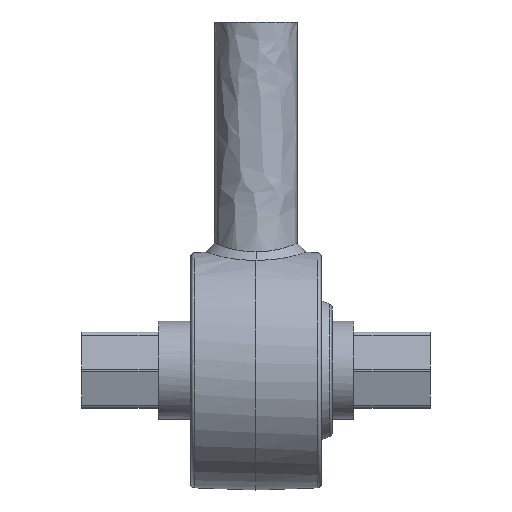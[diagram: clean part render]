
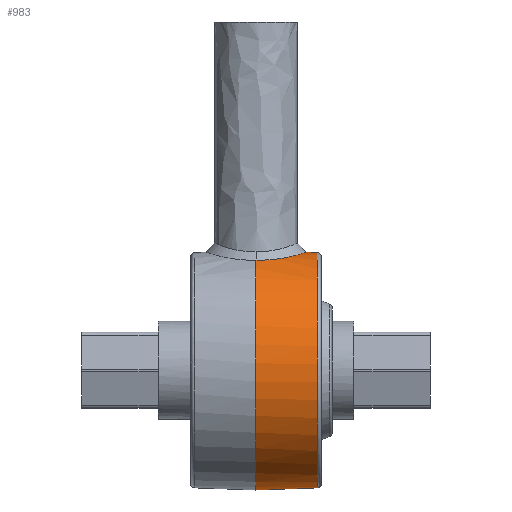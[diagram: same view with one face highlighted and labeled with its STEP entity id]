
A CAD part, front view. The second image highlights one B-rep face of the part: STEP entity #983.
In plain terms, the highlighted free-form (B-spline) face has degree [2, 1] with [5, 2] control points.
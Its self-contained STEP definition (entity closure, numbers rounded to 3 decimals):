
#22 = VERTEX_POINT('',#23);
#23 = CARTESIAN_POINT('',(26.278,0.,
    50.572));
#24 = VERTEX_POINT('',#25);
#25 = CARTESIAN_POINT('',(26.278,0.,-50.572));
#983 = ADVANCED_FACE('',(#984),#1085,.T.);
#984 = FACE_BOUND('',#985,.T.);
#985 = EDGE_LOOP('',(#986,#994,#1001,#1070,#1080));
#986 = ORIENTED_EDGE('',*,*,#987,.T.);
#987 = EDGE_CURVE('',#24,#22,#988,.T.);
#988 = ( BOUNDED_CURVE() B_SPLINE_CURVE(2,(#989,#990,#991,#992,#993),
.UNSPECIFIED.,.F.,.F.) B_SPLINE_CURVE_WITH_KNOTS((3,2,3),(3.142,
4.712,6.283),.PIECEWISE_BEZIER_KNOTS.) CURVE() 
GEOMETRIC_REPRESENTATION_ITEM() RATIONAL_B_SPLINE_CURVE((1.,
0.707,1.,0.707,1.)) REPRESENTATION_ITEM('') );
#989 = CARTESIAN_POINT('',(26.278,0.,
    -50.572));
#990 = CARTESIAN_POINT('',(26.278,-50.572,
    -50.572));
#991 = CARTESIAN_POINT('',(26.278,-50.572,
    0.));
#992 = CARTESIAN_POINT('',(26.278,-50.572,
    50.572));
#993 = CARTESIAN_POINT('',(26.278,0.,
    50.572));
#994 = ORIENTED_EDGE('',*,*,#995,.T.);
#995 = EDGE_CURVE('',#22,#996,#998,.T.);
#996 = VERTEX_POINT('',#997);
#997 = CARTESIAN_POINT('',(21.53,0.,
    50.738));
#998 = B_SPLINE_CURVE_WITH_KNOTS('',1,(#999,#1000),.UNSPECIFIED.,.F.,.F.
  ,(2,2),(-28.087,-23.012),.PIECEWISE_BEZIER_KNOTS.);
#999 = CARTESIAN_POINT('',(26.278,0.,
    50.572));
#1000 = CARTESIAN_POINT('',(21.53,0.,
    50.738));
#1001 = ORIENTED_EDGE('',*,*,#1002,.T.);
#1002 = EDGE_CURVE('',#996,#1003,#1005,.T.);
#1003 = VERTEX_POINT('',#1004);
#1004 = CARTESIAN_POINT('',(0.,-20.103,47.404));
#1005 = B_SPLINE_CURVE_WITH_KNOTS('',3,(#1006,#1007,#1008,#1009,#1010,
    #1011,#1012,#1013,#1014,#1015,#1016,#1017,#1018,#1019,#1020,#1021,
    #1022,#1023,#1024,#1025,#1026,#1027,#1028,#1029,#1030,#1031,#1032,
    #1033,#1034,#1035,#1036,#1037,#1038,#1039,#1040,#1041,#1042,#1043,
    #1044,#1045,#1046,#1047,#1048,#1049,#1050,#1051,#1052,#1053,#1054,
    #1055,#1056,#1057,#1058,#1059,#1060,#1061,#1062,#1063,#1064,#1065,
    #1066,#1067,#1068,#1069),.UNSPECIFIED.,.F.,.F.,(4,2,1,2,2,2,2,2,1,2,
    2,1,2,2,2,2,1,2,2,2,2,1,2,2,2,2,2,1,1,2,2,1,2,2,2,4),(0.5
    ,0.508,0.515,0.531,0.562,
    0.578,0.594,0.601,0.609,
    0.625,0.633,0.64,0.656,
    0.687,0.719,0.726,0.734,
    0.75,0.765,0.781,0.789,
    0.797,0.812,0.844,0.859,
    0.875,0.879,0.883,0.891,
    0.906,0.914,0.922,0.937,
    0.953,0.969,1.),.UNSPECIFIED.);
#1006 = CARTESIAN_POINT('',(21.53,0.,
    50.738));
#1007 = CARTESIAN_POINT('',(21.53,-0.166,
    50.738));
#1008 = CARTESIAN_POINT('',(21.528,-0.329,
    50.738));
#1009 = CARTESIAN_POINT('',(21.519,-0.657,
    50.735));
#1010 = CARTESIAN_POINT('',(21.5,-1.149,
    50.728));
#1011 = CARTESIAN_POINT('',(21.46,-1.64,
    50.715));
#1012 = CARTESIAN_POINT('',(21.356,-2.621,
    50.681));
#1013 = CARTESIAN_POINT('',(21.253,-3.269,
    50.647));
#1014 = CARTESIAN_POINT('',(21.045,-4.235,
    50.579));
#1015 = CARTESIAN_POINT('',(20.967,-4.56,
    50.554));
#1016 = CARTESIAN_POINT('',(20.794,-5.201,
    50.498));
#1017 = CARTESIAN_POINT('',(20.699,-5.519,
    50.467));
#1018 = CARTESIAN_POINT('',(20.543,-5.994,
    50.418));
#1019 = CARTESIAN_POINT('',(20.49,-6.149,
    50.401));
#1020 = CARTESIAN_POINT('',(20.379,-6.46,
    50.366));
#1021 = CARTESIAN_POINT('',(20.206,-6.925,
    50.312));
#1022 = CARTESIAN_POINT('',(20.015,-7.384,
    50.252));
#1023 = CARTESIAN_POINT('',(19.812,-7.839,
    50.19));
#1024 = CARTESIAN_POINT('',(19.743,-7.987,
    50.169));
#1025 = CARTESIAN_POINT('',(19.601,-8.285,
    50.126));
#1026 = CARTESIAN_POINT('',(19.382,-8.728,
    50.06));
#1027 = CARTESIAN_POINT('',(19.146,-9.164,
    49.989));
#1028 = CARTESIAN_POINT('',(18.649,-10.027,
    49.844));
#1029 = CARTESIAN_POINT('',(18.288,-10.588,
    49.74));
#1030 = CARTESIAN_POINT('',(17.507,-11.675,
    49.524));
#1031 = CARTESIAN_POINT('',(17.087,-12.202,
    49.412));
#1032 = CARTESIAN_POINT('',(16.529,-12.835,
    49.269));
#1033 = CARTESIAN_POINT('',(16.418,-12.959,
    49.24));
#1034 = CARTESIAN_POINT('',(16.19,-13.205,
    49.183));
#1035 = CARTESIAN_POINT('',(15.844,-13.57,
    49.097));
#1036 = CARTESIAN_POINT('',(15.484,-13.923,
    49.011));
#1037 = CARTESIAN_POINT('',(14.992,-14.383,
    48.895));
#1038 = CARTESIAN_POINT('',(14.738,-14.609,
    48.838));
#1039 = CARTESIAN_POINT('',(14.222,-15.047,
    48.723));
#1040 = CARTESIAN_POINT('',(13.958,-15.26,
    48.667));
#1041 = CARTESIAN_POINT('',(13.555,-15.57,
    48.583));
#1042 = CARTESIAN_POINT('',(13.416,-15.675,
    48.554));
#1043 = CARTESIAN_POINT('',(13.138,-15.878,
    48.498));
#1044 = CARTESIAN_POINT('',(12.718,-16.177,
    48.415));
#1045 = CARTESIAN_POINT('',(12.287,-16.462,
    48.335));
#1046 = CARTESIAN_POINT('',(11.411,-17.012,
    48.178));
#1047 = CARTESIAN_POINT('',(10.81,-17.351,
    48.079));
#1048 = CARTESIAN_POINT('',(9.885,-17.817,
    47.941));
#1049 = CARTESIAN_POINT('',(9.571,-17.966,
    47.897));
#1050 = CARTESIAN_POINT('',(8.938,-18.249,
    47.814));
#1051 = CARTESIAN_POINT('',(8.618,-18.383,
    47.775));
#1052 = CARTESIAN_POINT('',(8.214,-18.542,
    47.728));
#1053 = CARTESIAN_POINT('',(8.131,-18.574,
    47.719));
#1054 = CARTESIAN_POINT('',(7.967,-18.636,
    47.701));
#1055 = CARTESIAN_POINT('',(7.72,-18.728,
    47.674));
#1056 = CARTESIAN_POINT('',(7.14,-18.933,
    47.615));
#1057 = CARTESIAN_POINT('',(6.636,-19.092,
    47.57));
#1058 = CARTESIAN_POINT('',(6.129,-19.238,
    47.53));
#1059 = CARTESIAN_POINT('',(5.956,-19.286,
    47.517));
#1060 = CARTESIAN_POINT('',(5.613,-19.377,
    47.493));
#1061 = CARTESIAN_POINT('',(5.096,-19.508,
    47.459));
#1062 = CARTESIAN_POINT('',(4.575,-19.62,
    47.433));
#1063 = CARTESIAN_POINT('',(3.876,-19.754,
    47.404));
#1064 = CARTESIAN_POINT('',(3.529,-19.812,
    47.392));
#1065 = CARTESIAN_POINT('',(2.83,-19.913,
    47.376));
#1066 = CARTESIAN_POINT('',(2.478,-19.956,
    47.372));
#1067 = CARTESIAN_POINT('',(1.421,-20.06,
    47.368));
#1068 = CARTESIAN_POINT('',(0.711,-20.098,
    47.379));
#1069 = CARTESIAN_POINT('',(0.,-20.103,47.404));
#1070 = ORIENTED_EDGE('',*,*,#1071,.T.);
#1071 = EDGE_CURVE('',#1003,#1072,#1074,.T.);
#1072 = VERTEX_POINT('',#1073);
#1073 = CARTESIAN_POINT('',(0.,0.,-51.49));
#1074 = ( BOUNDED_CURVE() B_SPLINE_CURVE(2,(#1075,#1076,#1077,#1078,
#1079),.UNSPECIFIED.,.F.,.F.) B_SPLINE_CURVE_WITH_KNOTS((3,2,3),(
    3.543,4.913,6.283),
.PIECEWISE_BEZIER_KNOTS.) CURVE() GEOMETRIC_REPRESENTATION_ITEM() 
RATIONAL_B_SPLINE_CURVE((1.,0.774,1.,0.774,1.)) 
REPRESENTATION_ITEM('') );
#1075 = CARTESIAN_POINT('',(0.,-20.103,47.404));
#1076 = CARTESIAN_POINT('',(0.,-58.84,30.976));
#1077 = CARTESIAN_POINT('',(0.,-50.458,-10.257));
#1078 = CARTESIAN_POINT('',(0.,-42.076,-51.49));
#1079 = CARTESIAN_POINT('',(0.,0.,-51.49));
#1080 = ORIENTED_EDGE('',*,*,#1081,.F.);
#1081 = EDGE_CURVE('',#24,#1072,#1082,.T.);
#1082 = B_SPLINE_CURVE_WITH_KNOTS('',1,(#1083,#1084),.UNSPECIFIED.,.F.,
  .F.,(2,2),(-28.087,0.),.PIECEWISE_BEZIER_KNOTS.);
#1083 = CARTESIAN_POINT('',(26.278,0.,-50.572));
#1084 = CARTESIAN_POINT('',(0.,0.,-51.49));
#1085 = ( BOUNDED_SURFACE() B_SPLINE_SURFACE(2,1,(
    (#1086,#1087)
    ,(#1088,#1089)
    ,(#1090,#1091)
    ,(#1092,#1093)
    ,(#1094,#1095
)),.UNSPECIFIED.,.F.,.F.,.F.) B_SPLINE_SURFACE_WITH_KNOTS((3,2,3),(2,2),
  (0.,1.571,3.142),(-28.087,0.)
,.PIECEWISE_BEZIER_KNOTS.) GEOMETRIC_REPRESENTATION_ITEM() 
RATIONAL_B_SPLINE_SURFACE((
    (1.,1.)
    ,(0.707,0.707)
    ,(1.,1.)
    ,(0.707,0.707)
,(1.,1.))) REPRESENTATION_ITEM('') SURFACE() );
#1086 = CARTESIAN_POINT('',(26.278,0.,-50.572));
#1087 = CARTESIAN_POINT('',(0.,0.,-51.49));
#1088 = CARTESIAN_POINT('',(26.278,-50.572,
    -50.572));
#1089 = CARTESIAN_POINT('',(0.,-51.49,
    -51.49));
#1090 = CARTESIAN_POINT('',(26.278,-50.572,
    0.));
#1091 = CARTESIAN_POINT('',(0.,-51.49,
    0.));
#1092 = CARTESIAN_POINT('',(26.278,-50.572,
    50.572));
#1093 = CARTESIAN_POINT('',(0.,-51.49,
    51.49));
#1094 = CARTESIAN_POINT('',(26.278,0.,
    50.572));
#1095 = CARTESIAN_POINT('',(0.,0.,
    51.49));
